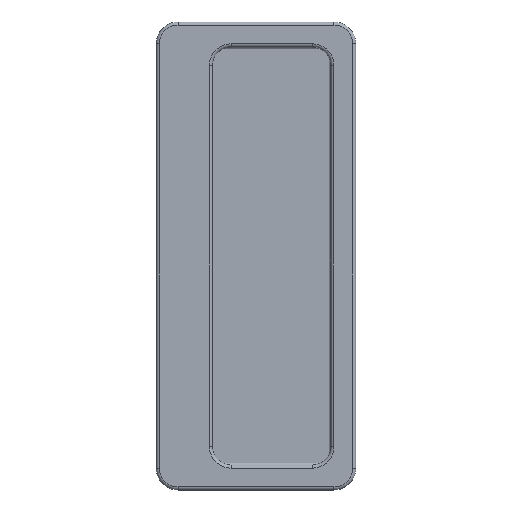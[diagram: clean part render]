
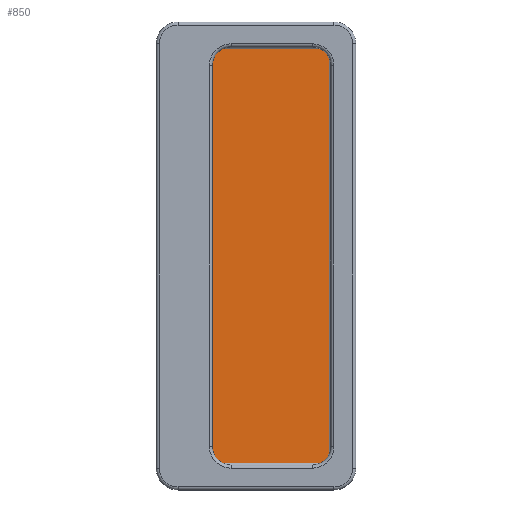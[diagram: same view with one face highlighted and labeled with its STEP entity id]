
A CAD part, top view. The second image highlights one B-rep face of the part: STEP entity #850.
In plain terms, the highlighted planar face has unit normal (0, 0, 1).
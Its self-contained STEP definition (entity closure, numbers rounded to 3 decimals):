
#30=PLANE('',#978);
#90=FACE_OUTER_BOUND('',#145,.T.);
#145=EDGE_LOOP('',(#723,#724,#725,#726,#727,#728));
#170=LINE('',#1341,#236);
#209=LINE('',#1494,#275);
#213=LINE('',#1503,#279);
#214=LINE('',#1504,#280);
#236=VECTOR('',#1060,10.);
#275=VECTOR('',#1235,10.);
#279=VECTOR('',#1245,10.);
#280=VECTOR('',#1246,10.);
#305=CIRCLE('',#906,3.);
#341=CIRCLE('',#974,3.);
#361=VERTEX_POINT('',#1329);
#362=VERTEX_POINT('',#1331);
#365=VERTEX_POINT('',#1339);
#409=VERTEX_POINT('',#1487);
#410=VERTEX_POINT('',#1489);
#411=VERTEX_POINT('',#1493);
#442=EDGE_CURVE('',#362,#361,#305,.T.);
#447=EDGE_CURVE('',#361,#365,#170,.T.);
#520=EDGE_CURVE('',#410,#409,#341,.T.);
#522=EDGE_CURVE('',#410,#411,#209,.T.);
#527=EDGE_CURVE('',#409,#362,#213,.T.);
#528=EDGE_CURVE('',#411,#365,#214,.T.);
#723=ORIENTED_EDGE('',*,*,#520,.T.);
#724=ORIENTED_EDGE('',*,*,#527,.T.);
#725=ORIENTED_EDGE('',*,*,#442,.T.);
#726=ORIENTED_EDGE('',*,*,#447,.T.);
#727=ORIENTED_EDGE('',*,*,#528,.F.);
#728=ORIENTED_EDGE('',*,*,#522,.F.);
#850=ADVANCED_FACE('',(#90),#30,.T.);
#906=AXIS2_PLACEMENT_3D('',#1332,#1052,#1053);
#974=AXIS2_PLACEMENT_3D('',#1490,#1230,#1231);
#978=AXIS2_PLACEMENT_3D('',#1502,#1243,#1244);
#1052=DIRECTION('center_axis',(0.,0.,
1.));
#1053=DIRECTION('ref_axis',(0.707,0.707,0.));
#1060=DIRECTION('',(-1.,0.,0.));
#1230=DIRECTION('center_axis',(0.,0.,
1.));
#1231=DIRECTION('ref_axis',(0.707,-0.707,0.));
#1235=DIRECTION('',(-1.,0.,0.));
#1243=DIRECTION('center_axis',(0.,0.,
1.));
#1244=DIRECTION('ref_axis',(1.,0.,0.));
#1245=DIRECTION('',(0.,1.,0.));
#1246=DIRECTION('',(0.,1.,0.));
#1329=CARTESIAN_POINT('',(9.,33.5,0.5));
#1331=CARTESIAN_POINT('',(12.,30.5,0.5));
#1332=CARTESIAN_POINT('Origin',(9.,30.5,0.5));
#1339=CARTESIAN_POINT('',(-12.,33.5,0.5));
#1341=CARTESIAN_POINT('',(-7.,33.5,0.5));
#1487=CARTESIAN_POINT('',(12.,-30.5,0.5));
#1489=CARTESIAN_POINT('',(9.,-33.5,0.5));
#1490=CARTESIAN_POINT('Origin',(9.,-30.5,0.5));
#1493=CARTESIAN_POINT('',(-12.,-33.5,0.5));
#1494=CARTESIAN_POINT('',(-10.75,-33.5,0.5));
#1502=CARTESIAN_POINT('Origin',(2.5,0.,0.5));
#1503=CARTESIAN_POINT('',(12.,33.5,0.5));
#1504=CARTESIAN_POINT('',(-12.,0.,0.5));
